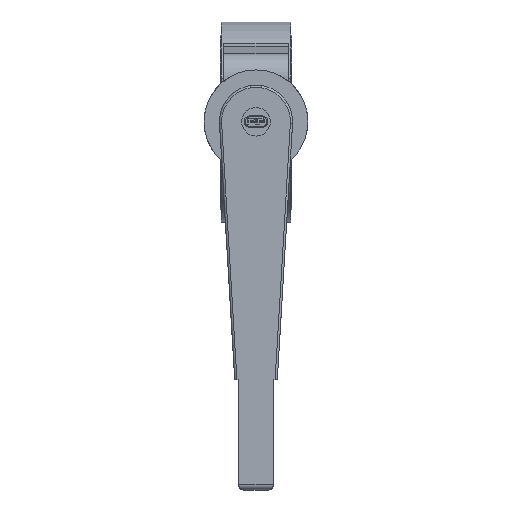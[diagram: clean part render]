
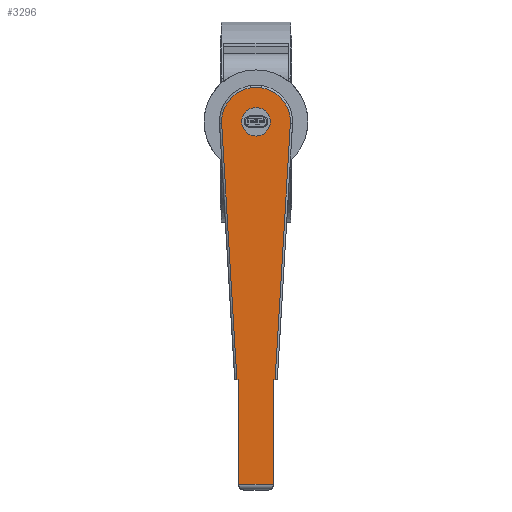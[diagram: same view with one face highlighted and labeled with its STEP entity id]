
A CAD part, top view. The second image highlights one B-rep face of the part: STEP entity #3296.
In plain terms, the highlighted planar face has unit normal (0, 0, 1).
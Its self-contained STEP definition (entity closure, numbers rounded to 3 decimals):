
#217=LINE($,#5311,#497);
#220=LINE($,#5339,#500);
#222=LINE($,#5361,#502);
#232=LINE($,#5392,#512);
#241=LINE($,#5436,#521);
#246=LINE($,#5451,#526);
#250=LINE($,#5465,#530);
#256=LINE($,#5504,#536);
#497=VECTOR($,#4284,234.516);
#500=VECTOR($,#4299,10.59);
#502=VECTOR($,#4307,234.516);
#512=VECTOR($,#4339,1.482);
#521=VECTOR($,#4360,96.027);
#526=VECTOR($,#4373,1.482);
#530=VECTOR($,#4385,96.027);
#536=VECTOR($,#4401,32.);
#704=PLANE($,#3619);
#891=FACE_OUTER_BOUND($,#1077,.T.);
#1077=EDGE_LOOP($,(#2743,#2744,#2745,#2746,#2747,#2748,#2749,#2750,#2751,
#2752));
#1270=CIRCLE($,#3584,31.483);
#1272=CIRCLE($,#3591,31.483);
#1497=VERTEX_POINT($,#5308);
#1498=VERTEX_POINT($,#5310);
#1501=VERTEX_POINT($,#5318);
#1504=VERTEX_POINT($,#5338);
#1505=VERTEX_POINT($,#5354);
#1508=VERTEX_POINT($,#5359);
#1518=VERTEX_POINT($,#5391);
#1523=VERTEX_POINT($,#5412);
#1533=VERTEX_POINT($,#5449);
#1539=VERTEX_POINT($,#5463);
#1908=EDGE_CURVE($,#1497,#1498,#217,.T.);
#1912=EDGE_CURVE($,#1498,#1501,#1270,.T.);
#1916=EDGE_CURVE($,#1501,#1504,#220,.T.);
#1921=EDGE_CURVE($,#1508,#1505,#222,.T.);
#1922=EDGE_CURVE($,#1504,#1508,#1272,.T.);
#1937=EDGE_CURVE($,#1518,#1505,#232,.T.);
#1950=EDGE_CURVE($,#1523,#1518,#241,.T.);
#1958=EDGE_CURVE($,#1497,#1533,#246,.T.);
#1965=EDGE_CURVE($,#1533,#1539,#250,.T.);
#1976=EDGE_CURVE($,#1523,#1539,#256,.T.);
#2743=ORIENTED_EDGE($,*,*,#1908,.F.);
#2744=ORIENTED_EDGE($,*,*,#1958,.T.);
#2745=ORIENTED_EDGE($,*,*,#1965,.T.);
#2746=ORIENTED_EDGE($,*,*,#1976,.F.);
#2747=ORIENTED_EDGE($,*,*,#1950,.T.);
#2748=ORIENTED_EDGE($,*,*,#1937,.T.);
#2749=ORIENTED_EDGE($,*,*,#1921,.F.);
#2750=ORIENTED_EDGE($,*,*,#1922,.F.);
#2751=ORIENTED_EDGE($,*,*,#1916,.F.);
#2752=ORIENTED_EDGE($,*,*,#1912,.F.);
#3296=ADVANCED_FACE($,(#891),#704,.T.);
#3584=AXIS2_PLACEMENT_3D($,#5319,#4292,#4293);
#3591=AXIS2_PLACEMENT_3D($,#5363,#4310,#4311);
#3619=AXIS2_PLACEMENT_3D($,#5503,#4399,#4400);
#4284=DIRECTION($,(-0.998,-0.059,0.));
#4292=DIRECTION('center_axis',(0.,0.,-1.));
#4293=DIRECTION('ref_axis',(-0.621,-0.783,0.));
#4299=DIRECTION($,(0.,1.,0.));
#4307=DIRECTION($,(0.998,-0.059,0.));
#4310=DIRECTION('center_axis',(0.,0.,-1.));
#4311=DIRECTION('ref_axis',(-0.621,0.783,0.));
#4339=DIRECTION($,(0.,1.,0.));
#4360=DIRECTION($,(-1.,0.,0.));
#4373=DIRECTION($,(0.,1.,0.));
#4385=DIRECTION($,(1.,0.,0.));
#4399=DIRECTION('center_axis',(0.,0.,1.));
#4400=DIRECTION('ref_axis',(1.,0.,0.));
#4401=DIRECTION($,(0.,-1.,0.));
#5308=CARTESIAN_POINT('',(235.973,-17.482,45.5));
#5310=CARTESIAN_POINT('',(1.872,-31.427,45.5));
#5311=CARTESIAN_POINT($,(235.973,-17.482,45.5));
#5318=CARTESIAN_POINT('',(-31.035,-5.295,45.5));
#5319=CARTESIAN_POINT('Origin',(0.,0.,45.5));
#5338=CARTESIAN_POINT('',(-31.035,5.295,45.5));
#5339=CARTESIAN_POINT($,(-31.035,-5.295,45.5));
#5354=CARTESIAN_POINT('',(235.973,17.482,45.5));
#5359=CARTESIAN_POINT('',(1.872,31.427,45.5));
#5361=CARTESIAN_POINT($,(1.872,31.427,45.5));
#5363=CARTESIAN_POINT('Origin',(0.,0.,45.5));
#5391=CARTESIAN_POINT('',(235.973,16.,45.5));
#5392=CARTESIAN_POINT($,(235.973,16.,45.5));
#5412=CARTESIAN_POINT('',(332.,16.,45.5));
#5436=CARTESIAN_POINT($,(332.,16.,45.5));
#5449=CARTESIAN_POINT('',(235.973,-16.,45.5));
#5451=CARTESIAN_POINT($,(235.973,-17.482,45.5));
#5463=CARTESIAN_POINT('',(332.,-16.,45.5));
#5465=CARTESIAN_POINT($,(235.973,-16.,45.5));
#5503=CARTESIAN_POINT('Origin',(-33.,35.,45.5));
#5504=CARTESIAN_POINT($,(332.,16.,45.5));
